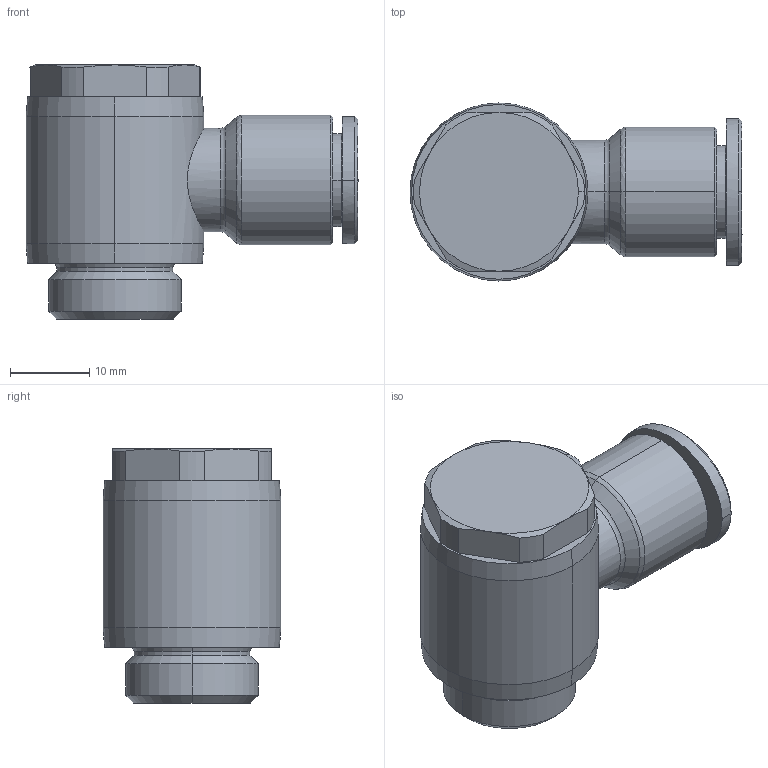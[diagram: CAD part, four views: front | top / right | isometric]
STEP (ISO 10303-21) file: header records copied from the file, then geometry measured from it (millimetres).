
FILE_DESCRIPTION (( 'STEP AP214' ), '1' );
FILE_NAME ('PH10-G03.stp', '2015-08-28T10:18:49', ( '' ), ( '' ), 'SwSTEP 2.0', 'SolidWorks 2015', '' );
FILE_SCHEMA (( 'AUTOMOTIVE_DESIGN' ));
Length unit declared in the file: millimetre
Products named in the file (2): PH10-G03; ｦ+ﾃｦ1
Assembly tree (1 placements, depth 2):
  PH10-G03
    ｦ+ﾃｦ1
Bounding box: 41.8 x 22.4 x 32 mm (x, y, z)
Volume: 10416.7 mm3; surface area: 8119.2 mm2
Topology: 1 solids, 1 shells, 466 faces, 1298 edges, 852 vertices
Faces by surface type: plane 392, cone 33, cylinder 28, bspline 11, torus 2
Entity records: 16217 total; most frequent: CARTESIAN_POINT 3494, ORIENTED_EDGE 2592, DIRECTION 2273, EDGE_CURVE 1296, LINE 1169, VECTOR 1169, VERTEX_POINT 852, AXIS2_PLACEMENT_3D 552
